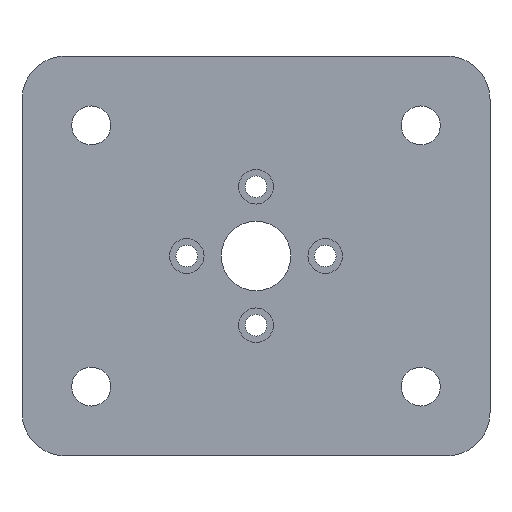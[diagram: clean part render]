
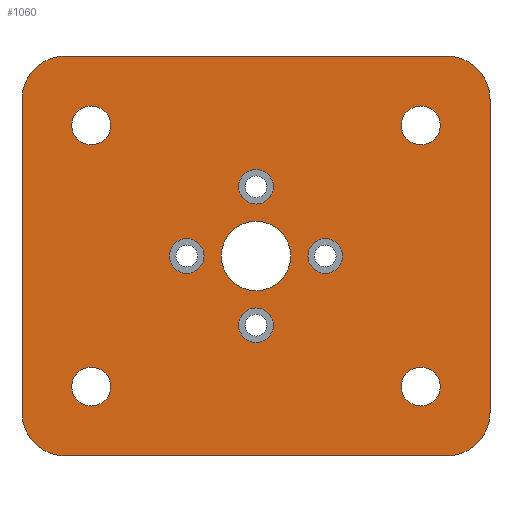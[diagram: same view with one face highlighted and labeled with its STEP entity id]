
A CAD part, front view. The second image highlights one B-rep face of the part: STEP entity #1060.
In plain terms, the highlighted planar face has unit normal (0, -1, 0).
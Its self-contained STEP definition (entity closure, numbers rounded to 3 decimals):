
#52=FACE_BOUND('',#234,.T.);
#53=FACE_BOUND('',#235,.T.);
#54=FACE_BOUND('',#236,.T.);
#55=FACE_BOUND('',#237,.T.);
#56=FACE_BOUND('',#238,.T.);
#57=FACE_BOUND('',#239,.T.);
#58=FACE_BOUND('',#240,.T.);
#59=FACE_BOUND('',#241,.T.);
#60=FACE_BOUND('',#242,.T.);
#65=CIRCLE('',#1108,2.);
#68=CIRCLE('',#1113,2.);
#71=CIRCLE('',#1118,2.);
#74=CIRCLE('',#1123,2.);
#86=CIRCLE('',#1140,2.25);
#87=CIRCLE('',#1142,2.25);
#88=CIRCLE('',#1144,2.25);
#89=CIRCLE('',#1146,2.25);
#90=CIRCLE('',#1149,5.);
#91=CIRCLE('',#1152,5.);
#92=CIRCLE('',#1155,5.);
#93=CIRCLE('',#1158,5.);
#97=CIRCLE('',#1165,4.);
#157=FACE_OUTER_BOUND('',#233,.T.);
#233=EDGE_LOOP('',(#947,#948,#949,#950,#951,#952,#953,#954));
#234=EDGE_LOOP('',(#955));
#235=EDGE_LOOP('',(#956));
#236=EDGE_LOOP('',(#957));
#237=EDGE_LOOP('',(#958));
#238=EDGE_LOOP('',(#959));
#239=EDGE_LOOP('',(#960));
#240=EDGE_LOOP('',(#961));
#241=EDGE_LOOP('',(#962));
#242=EDGE_LOOP('',(#963));
#328=LINE('',#1711,#430);
#332=LINE('',#1720,#434);
#335=LINE('',#1728,#437);
#338=LINE('',#1736,#440);
#430=VECTOR('',#1405,10.);
#434=VECTOR('',#1415,10.);
#437=VECTOR('',#1424,10.);
#440=VECTOR('',#1433,10.);
#499=VERTEX_POINT('',#1628);
#502=VERTEX_POINT('',#1637);
#505=VERTEX_POINT('',#1646);
#508=VERTEX_POINT('',#1655);
#523=VERTEX_POINT('',#1693);
#524=VERTEX_POINT('',#1697);
#525=VERTEX_POINT('',#1701);
#526=VERTEX_POINT('',#1705);
#527=VERTEX_POINT('',#1709);
#528=VERTEX_POINT('',#1710);
#529=VERTEX_POINT('',#1715);
#530=VERTEX_POINT('',#1719);
#531=VERTEX_POINT('',#1723);
#532=VERTEX_POINT('',#1727);
#533=VERTEX_POINT('',#1731);
#534=VERTEX_POINT('',#1735);
#538=VERTEX_POINT('',#1751);
#617=EDGE_CURVE('',#499,#499,#65,.T.);
#621=EDGE_CURVE('',#502,#502,#68,.T.);
#625=EDGE_CURVE('',#505,#505,#71,.T.);
#629=EDGE_CURVE('',#508,#508,#74,.T.);
#648=EDGE_CURVE('',#523,#523,#86,.T.);
#650=EDGE_CURVE('',#524,#524,#87,.T.);
#652=EDGE_CURVE('',#525,#525,#88,.T.);
#654=EDGE_CURVE('',#526,#526,#89,.T.);
#655=EDGE_CURVE('',#527,#528,#328,.T.);
#658=EDGE_CURVE('',#527,#529,#90,.T.);
#660=EDGE_CURVE('',#530,#529,#332,.T.);
#662=EDGE_CURVE('',#530,#531,#91,.T.);
#664=EDGE_CURVE('',#532,#531,#335,.T.);
#666=EDGE_CURVE('',#532,#533,#92,.T.);
#668=EDGE_CURVE('',#534,#533,#338,.T.);
#670=EDGE_CURVE('',#534,#528,#93,.T.);
#677=EDGE_CURVE('',#538,#538,#97,.T.);
#947=ORIENTED_EDGE('',*,*,#670,.T.);
#948=ORIENTED_EDGE('',*,*,#655,.F.);
#949=ORIENTED_EDGE('',*,*,#658,.T.);
#950=ORIENTED_EDGE('',*,*,#660,.F.);
#951=ORIENTED_EDGE('',*,*,#662,.T.);
#952=ORIENTED_EDGE('',*,*,#664,.F.);
#953=ORIENTED_EDGE('',*,*,#666,.T.);
#954=ORIENTED_EDGE('',*,*,#668,.F.);
#955=ORIENTED_EDGE('',*,*,#617,.T.);
#956=ORIENTED_EDGE('',*,*,#621,.T.);
#957=ORIENTED_EDGE('',*,*,#625,.T.);
#958=ORIENTED_EDGE('',*,*,#629,.T.);
#959=ORIENTED_EDGE('',*,*,#648,.F.);
#960=ORIENTED_EDGE('',*,*,#650,.F.);
#961=ORIENTED_EDGE('',*,*,#652,.F.);
#962=ORIENTED_EDGE('',*,*,#654,.F.);
#963=ORIENTED_EDGE('',*,*,#677,.F.);
#1002=PLANE('',#1171);
#1060=ADVANCED_FACE('',(#157,#52,#53,#54,#55,#56,#57,#58,#59,#60),#1002,
 .F.);
#1108=AXIS2_PLACEMENT_3D('',#1629,#1312,#1313);
#1113=AXIS2_PLACEMENT_3D('',#1638,#1323,#1324);
#1118=AXIS2_PLACEMENT_3D('',#1647,#1334,#1335);
#1123=AXIS2_PLACEMENT_3D('',#1656,#1345,#1346);
#1140=AXIS2_PLACEMENT_3D('',#1695,#1386,#1387);
#1142=AXIS2_PLACEMENT_3D('',#1699,#1391,#1392);
#1144=AXIS2_PLACEMENT_3D('',#1703,#1396,#1397);
#1146=AXIS2_PLACEMENT_3D('',#1707,#1401,#1402);
#1149=AXIS2_PLACEMENT_3D('',#1716,#1410,#1411);
#1152=AXIS2_PLACEMENT_3D('',#1724,#1419,#1420);
#1155=AXIS2_PLACEMENT_3D('',#1732,#1428,#1429);
#1158=AXIS2_PLACEMENT_3D('',#1739,#1437,#1438);
#1165=AXIS2_PLACEMENT_3D('',#1753,#1454,#1455);
#1171=AXIS2_PLACEMENT_3D('',#1763,#1468,#1469);
#1312=DIRECTION('center_axis',(0.,1.,0.));
#1313=DIRECTION('ref_axis',(1.,0.,0.));
#1323=DIRECTION('center_axis',(0.,1.,0.));
#1324=DIRECTION('ref_axis',(1.,0.,0.));
#1334=DIRECTION('center_axis',(0.,1.,0.));
#1335=DIRECTION('ref_axis',(1.,0.,0.));
#1345=DIRECTION('center_axis',(0.,1.,0.));
#1346=DIRECTION('ref_axis',(1.,0.,0.));
#1386=DIRECTION('center_axis',(0.,-1.,0.));
#1387=DIRECTION('ref_axis',(1.,0.,0.));
#1391=DIRECTION('center_axis',(0.,-1.,0.));
#1392=DIRECTION('ref_axis',(1.,0.,0.));
#1396=DIRECTION('center_axis',(0.,-1.,0.));
#1397=DIRECTION('ref_axis',(1.,0.,0.));
#1401=DIRECTION('center_axis',(0.,-1.,0.));
#1402=DIRECTION('ref_axis',(1.,0.,0.));
#1405=DIRECTION('',(1.,0.,0.));
#1410=DIRECTION('center_axis',(0.,-1.,0.));
#1411=DIRECTION('ref_axis',(0.,0.,1.));
#1415=DIRECTION('',(0.,0.,1.));
#1419=DIRECTION('center_axis',(0.,-1.,0.));
#1420=DIRECTION('ref_axis',(-1.,0.,0.));
#1424=DIRECTION('',(-1.,0.,0.));
#1428=DIRECTION('center_axis',(0.,-1.,0.));
#1429=DIRECTION('ref_axis',(0.,0.,-1.));
#1433=DIRECTION('',(0.,0.,-1.));
#1437=DIRECTION('center_axis',(0.,-1.,0.));
#1438=DIRECTION('ref_axis',(1.,0.,0.));
#1454=DIRECTION('center_axis',(0.,-1.,0.));
#1455=DIRECTION('ref_axis',(1.,0.,0.));
#1468=DIRECTION('center_axis',(0.,1.,0.));
#1469=DIRECTION('ref_axis',(1.,0.,0.));
#1628=CARTESIAN_POINT('',(6.,0.,0.));
#1629=CARTESIAN_POINT('Origin',(8.,0.,0.));
#1637=CARTESIAN_POINT('',(-10.,0.,0.));
#1638=CARTESIAN_POINT('Origin',(-8.,0.,0.));
#1646=CARTESIAN_POINT('',(-2.,0.,8.));
#1647=CARTESIAN_POINT('Origin',(0.,0.,8.));
#1655=CARTESIAN_POINT('',(-2.,0.,-8.));
#1656=CARTESIAN_POINT('Origin',(0.,0.,-8.));
#1693=CARTESIAN_POINT('',(16.775,0.,-15.085));
#1695=CARTESIAN_POINT('Origin',(19.025,0.,-15.085));
#1697=CARTESIAN_POINT('',(-21.275,0.,-15.085));
#1699=CARTESIAN_POINT('Origin',(-19.025,0.,-15.085));
#1701=CARTESIAN_POINT('',(-21.275,0.,15.085));
#1703=CARTESIAN_POINT('Origin',(-19.025,0.,15.085));
#1705=CARTESIAN_POINT('',(16.775,0.,15.085));
#1707=CARTESIAN_POINT('Origin',(19.025,0.,15.085));
#1709=CARTESIAN_POINT('',(-22.025,0.,23.085));
#1710=CARTESIAN_POINT('',(22.025,0.,23.085));
#1711=CARTESIAN_POINT('',(-22.025,0.,23.085));
#1715=CARTESIAN_POINT('',(-27.025,0.,18.085));
#1716=CARTESIAN_POINT('Origin',(-22.025,0.,18.085));
#1719=CARTESIAN_POINT('',(-27.025,0.,-18.085));
#1720=CARTESIAN_POINT('',(-27.025,0.,-18.085));
#1723=CARTESIAN_POINT('',(-22.025,0.,-23.085));
#1724=CARTESIAN_POINT('Origin',(-22.025,0.,-18.085));
#1727=CARTESIAN_POINT('',(22.025,0.,-23.085));
#1728=CARTESIAN_POINT('',(22.025,0.,-23.085));
#1731=CARTESIAN_POINT('',(27.025,0.,-18.085));
#1732=CARTESIAN_POINT('Origin',(22.025,0.,-18.085));
#1735=CARTESIAN_POINT('',(27.025,0.,18.085));
#1736=CARTESIAN_POINT('',(27.025,0.,18.085));
#1739=CARTESIAN_POINT('Origin',(22.025,0.,18.085));
#1751=CARTESIAN_POINT('',(-4.,0.,0.));
#1753=CARTESIAN_POINT('Origin',(0.,0.,0.));
#1763=CARTESIAN_POINT('Origin',(0.,0.,0.));
